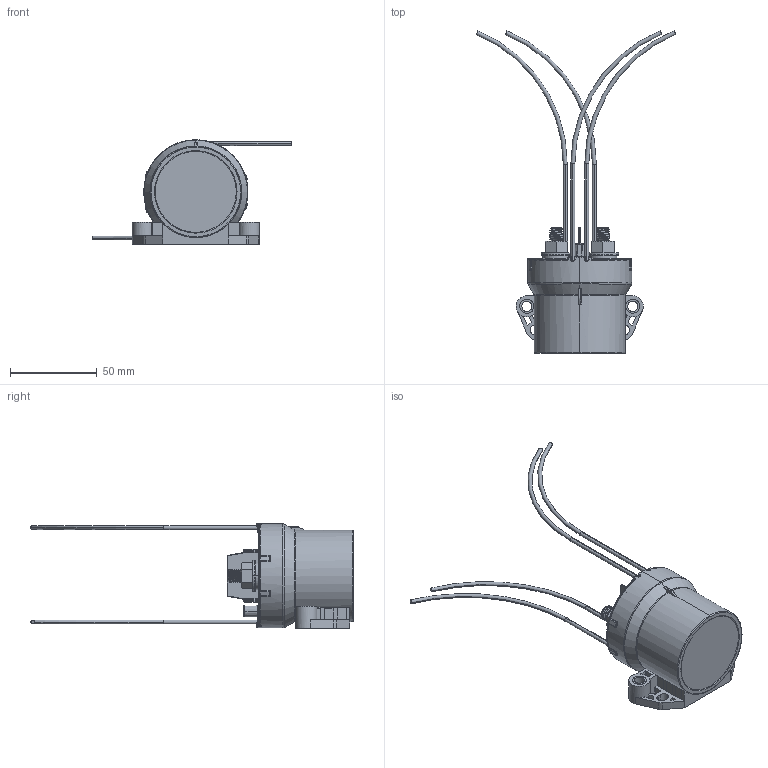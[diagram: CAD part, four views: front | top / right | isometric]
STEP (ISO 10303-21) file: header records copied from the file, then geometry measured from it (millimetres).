
FILE_DESCRIPTION (( 'STEP AP214' ), '1' );
FILE_NAME ('HX242_aux_step_REV_.STEP', '2020-01-15T18:59:41', ( '' ), ( '' ), 'SwSTEP 2.0', 'SolidWorks 2018', '' );
FILE_SCHEMA (( 'AUTOMOTIVE_DESIGN' ));
Length unit declared in the file: inch
Products named in the file (1): HX242_aux_step_REV_
Bounding box: 114.71 x 185.58 x 60.07 mm (x, y, z)
Volume: 67298.1 mm3; surface area: 71789.5 mm2
Topology: 14 solids, 14 shells, 3297 faces, 8390 edges, 5064 vertices
Faces by surface type: plane 997, cylinder 836, torus 665, bspline 523, cone 172, sphere 104
Entity records: 162624 total; most frequent: CARTESIAN_POINT 45027, ORIENTED_EDGE 16496, DIRECTION 14930, EDGE_CURVE 8248, AXIS2_PLACEMENT_3D 5899, VERTEX_POINT 5054, EDGE_LOOP 3416, DIMENSIONAL_EXPONENTS 3313
